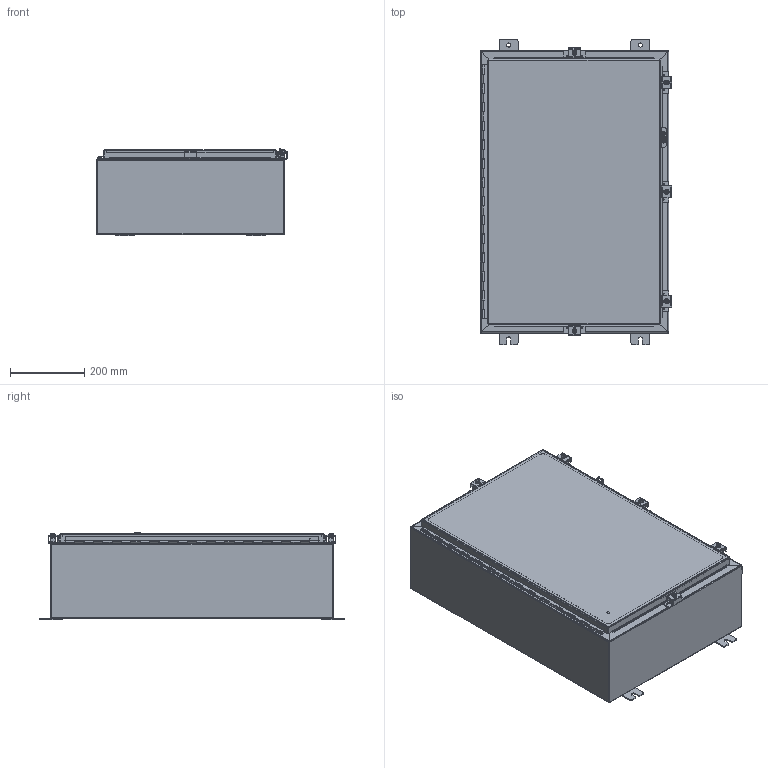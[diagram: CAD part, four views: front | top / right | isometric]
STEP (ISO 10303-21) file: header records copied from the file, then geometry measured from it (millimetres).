
FILE_DESCRIPTION (( 'STEP AP214' ), '1' );
FILE_NAME ('SSN4302008.STEP', '2016-02-09T20:52:12', ( '' ), ( '' ), 'SwSTEP 2.0', 'SolidWorks 2014', '' );
FILE_SCHEMA (( 'AUTOMOTIVE_DESIGN' ));
Length unit declared in the file: inch
Products named in the file (19): SSN4302008; 34871; 38412; SSN4302008BKP; 32912; 28x18; 38846; SSN43020LID; 328139L; 328139P; 328139T; 328139; 38859; 30824-1; HFW30825-2; HFW30825-3; HFW30825-4; 30824; 30818
Assembly tree (32 placements, depth 3):
  SSN4302008
    34871  x4
    38412
    SSN4302008BKP
    32912
    28x18
    38846
    SSN43020LID
    328139
      328139L
      328139P
      328139T
    38859  x4
    30824  x5
      30824-1
      HFW30825-2
      HFW30825-3
      HFW30825-4
    30818  x5
Bounding box: 515.89 x 825.5 x 237.62 mm (x, y, z)
Volume: 2986515.4 mm3; surface area: 3088959.2 mm2
Topology: 42 solids, 42 shells, 1743 faces, 4545 edges, 2916 vertices
Faces by surface type: cylinder 773, plane 683, bspline 157, torus 68, cone 32, sphere 30
Entity records: 42083 total; most frequent: CARTESIAN_POINT 11091, DIRECTION 4747, ORIENTED_EDGE 4734, EDGE_CURVE 2367, AXIS2_PLACEMENT_3D 1673, VERTEX_POINT 1510, VECTOR 1401, LINE 1401
